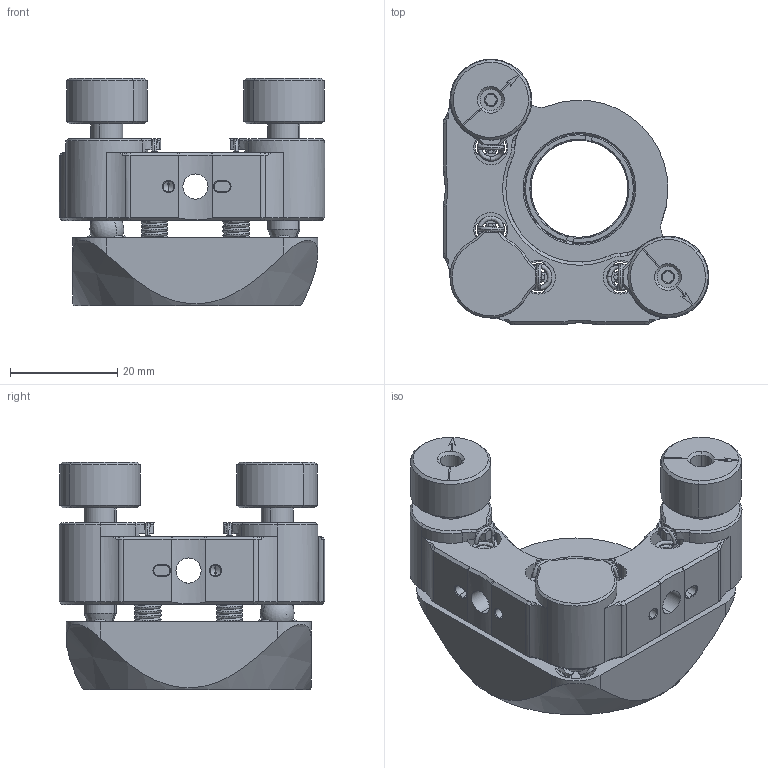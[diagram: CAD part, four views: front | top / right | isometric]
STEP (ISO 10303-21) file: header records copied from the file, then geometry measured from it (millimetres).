
FILE_DESCRIPTION (( 'STEP AP203' ), '1' );
FILE_NAME ('1.1.20.21-ZJO-M20-2.STEP', '2024-05-31T06:56:27', ( '' ), ( '' ), 'SwSTEP 2.0', 'SolidWorks 2021', '' );
FILE_SCHEMA (( 'CONFIG_CONTROL_DESIGN' ));
Length unit declared in the file: millimetre
Products named in the file (11): 1.1.20.21-ZJO-M20-2; 替代进口不锈钢光学调整架前面板，卡圈固定式_1.1.20.21.1_ZJO-M20; 36.1，440c不锈钢滚珠_36.1.6_GZ-B4; DXS-0625梓袧倰牉挴蹟佪_3.2.2.16-DXS-0625-26.6; 31.1.31_TL-φ5x23-0.8，2_φ5x17-0.8，双向拉簧，A; ZFKｲｻﾐ篋ﾖﾍｸｾｵｿｨｻｷﾑｹﾈｦ_1.8.9.5_ZFKS-K20A; 36.1，440c不锈钢滚珠_36.1.35_GZ-B6.35; 32.5.3，QL-φ4x0.6，φ4x0.6 蓝宝石垫片，A; DXG，平面螺纹旋钮_3.2.10.19-DXG-M0625-15-8.5S; DXS-0625梓袧倰鞠褒覃誹ん _3.2.2.16.1-DXS-0625-26.6; 替代进口不锈钢光学调整架挠性臂后面板，用于φ1英寸光学元件_1.1.20.18.1，替代进口不锈钢光学调整架挠性夹紧后面板，用于φ1英寸光学元件，两轴
Assembly tree (21 placements, depth 3):
  1.1.20.21-ZJO-M20-2
    替代进口不锈钢光学调整架挠性臂后面板，用于φ1英寸光学元件_1.1.20.18.1，替代进口不锈钢光学调整架挠性夹紧后面板，用于φ1英寸光学元件，两轴
    32.5.3，QL-φ4x0.6，φ4x0.6 蓝宝石垫片，A  x6
    36.1，440c不锈钢滚珠_36.1.35_GZ-B6.35
    替代进口不锈钢光学调整架前面板，卡圈固定式_1.1.20.21.1_ZJO-M20
    DXS-0625梓袧倰牉挴蹟佪_3.2.2.16-DXS-0625-26.6  x2
      DXS-0625梓袧倰鞠褒覃誹ん _3.2.2.16.1-DXS-0625-26.6
      36.1，440c不锈钢滚珠_36.1.6_GZ-B4
    ZFKｲｻﾐ篋ﾖﾍｸｾｵｿｨｻｷﾑｹﾈｦ_1.8.9.5_ZFKS-K20A  x2
    31.1.31_TL-φ5x23-0.8，2_φ5x17-0.8，双向拉簧，A  x4
    DXG，平面螺纹旋钮_3.2.10.19-DXG-M0625-15-8.5S  x2
Bounding box: 49.53 x 49.53 x 42.41 mm (x, y, z)
Volume: 29941.9 mm3; surface area: 18933.4 mm2
Topology: 21 solids, 21 shells, 573 faces, 1427 edges, 893 vertices
Faces by surface type: plane 180, cylinder 158, cone 142, bspline 55, torus 32, sphere 6
Entity records: 20991 total; most frequent: CARTESIAN_POINT 9052, ORIENTED_EDGE 2212, DIRECTION 2197, EDGE_CURVE 1106, AXIS2_PLACEMENT_3D 865, VERTEX_POINT 699, EDGE_LOOP 477, VECTOR 467
